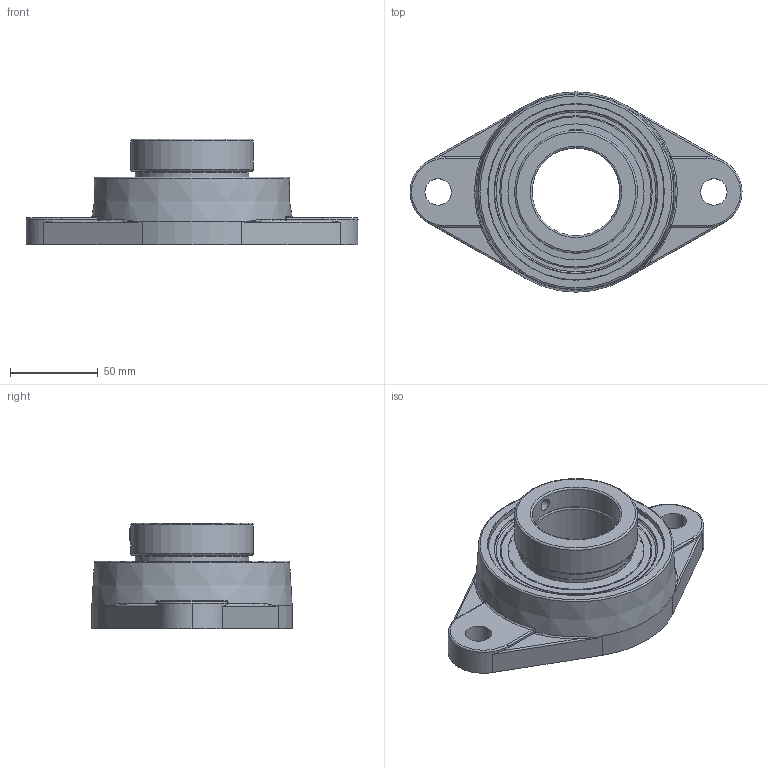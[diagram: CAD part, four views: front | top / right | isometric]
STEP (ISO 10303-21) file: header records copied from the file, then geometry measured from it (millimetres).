
FILE_DESCRIPTION(('HOOPS Exchange Step'),'2;1');
FILE_NAME('export-C336E1C9-4B2D-4723-B477-C4D7D74C09AC.stp','2020-05-18T15:45:04-07:00',('dkerr'),('Alibre'),'HOOPS Exchange 2020.0','Alibre','Unknown authorisation');
FILE_SCHEMA( ('AP242_MANAGED_MODEL_BASED_3D_ENGINEERING_MIM_LF {1 0 10303 442 1 1 4 }') );
Length unit declared in the file: inch
Products named in the file (8): MRN SFTM L4L 210; SNC 210 (Ball Bearing); SNC 210 (Shield); SNC 210 (Setscrew); SNC 210 (Collar); SNC 210 L4L (50mm) (Race); MRN SNC 210 L4L (50mm); MRN SNCSFTM 210 L4L (50mm)
Assembly tree (8 placements, depth 3):
  MRN SNCSFTM 210 L4L (50mm)
    MRN SFTM L4L 210
    MRN SNC 210 L4L (50mm)
      SNC 210 (Ball Bearing)
      SNC 210 (Shield)  x2
      SNC 210 (Setscrew)
      SNC 210 (Collar)
      SNC 210 L4L (50mm) (Race)
Bounding box: 189 x 114 x 60.09 mm (x, y, z)
Volume: 308413.1 mm3; surface area: 100519.1 mm2
Topology: 17 solids, 17 shells, 167 faces, 445 edges, 290 vertices
Faces by surface type: cylinder 48, plane 47, torus 26, sphere 17, bspline 16, cone 13
Full cylindrical faces by diameter (mm): 6.782 x3, 15 x2, 50 x2, 59.385 x2, 64.516 x4, 65.278 x2, 69.901 x1, 76.2 x2, 77.47 x2, 92.741 x1, 94.741 x1, 100.1 x1
Entity records: 12527 total; most frequent: CARTESIAN_POINT 8377, DIRECTION 867, ORIENTED_EDGE 796, EDGE_CURVE 398, AXIS2_PLACEMENT_3D 378, VERTEX_POINT 276, CIRCLE 210, EDGE_LOOP 182
